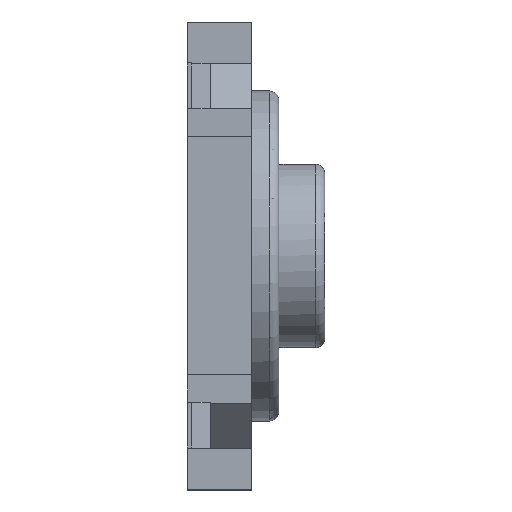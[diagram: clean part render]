
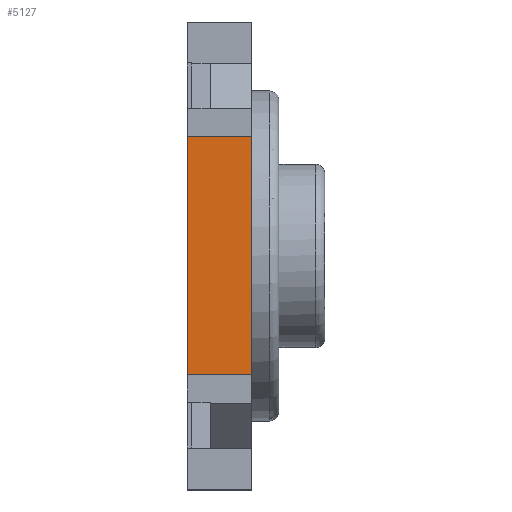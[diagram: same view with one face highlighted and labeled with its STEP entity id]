
A CAD part, top view. The second image highlights one B-rep face of the part: STEP entity #5127.
In plain terms, the highlighted planar face has unit normal (0, 0, 1).
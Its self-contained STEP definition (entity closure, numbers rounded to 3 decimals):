
#2981 = VERTEX_POINT('',#2982);
#2982 = CARTESIAN_POINT('',(0.,-1.3,2.55));
#2991 = PLANE('',#2992);
#2992 = AXIS2_PLACEMENT_3D('',#2993,#2994,#2995);
#2993 = CARTESIAN_POINT('',(0.7,-1.3,2.1));
#2994 = DIRECTION('',(0.,1.,0.));
#2995 = DIRECTION('',(1.,0.,0.));
#3003 = PLANE('',#3004);
#3004 = AXIS2_PLACEMENT_3D('',#3005,#3006,#3007);
#3005 = CARTESIAN_POINT('',(0.,0.,0.));
#3006 = DIRECTION('',(1.,0.,0.));
#3007 = DIRECTION('',(-0.,1.,0.));
#3044 = VERTEX_POINT('',#3045);
#3045 = CARTESIAN_POINT('',(0.7,-1.3,2.55));
#3059 = PLANE('',#3060);
#3060 = AXIS2_PLACEMENT_3D('',#3061,#3062,#3063);
#3061 = CARTESIAN_POINT('',(0.7,0.,0.));
#3062 = DIRECTION('',(1.,0.,0.));
#3063 = DIRECTION('',(-0.,1.,0.));
#3071 = EDGE_CURVE('',#2981,#3044,#3072,.T.);
#3072 = SURFACE_CURVE('',#3073,(#3077,#3084),.PCURVE_S1.);
#3073 = LINE('',#3074,#3075);
#3074 = CARTESIAN_POINT('',(0.,-1.3,2.55));
#3075 = VECTOR('',#3076,1.);
#3076 = DIRECTION('',(1.,0.,0.));
#3077 = PCURVE('',#2991,#3078);
#3078 = DEFINITIONAL_REPRESENTATION('',(#3079),#3083);
#3079 = LINE('',#3080,#3081);
#3080 = CARTESIAN_POINT('',(-0.7,-0.45));
#3081 = VECTOR('',#3082,1.);
#3082 = DIRECTION('',(1.,0.));
#3083 = ( GEOMETRIC_REPRESENTATION_CONTEXT(2) 
PARAMETRIC_REPRESENTATION_CONTEXT() REPRESENTATION_CONTEXT('2D SPACE',''
  ) );
#3084 = PCURVE('',#3085,#3090);
#3085 = PLANE('',#3086);
#3086 = AXIS2_PLACEMENT_3D('',#3087,#3088,#3089);
#3087 = CARTESIAN_POINT('',(0.,2.55,2.55));
#3088 = DIRECTION('',(0.,0.,1.));
#3089 = DIRECTION('',(1.,0.,-0.));
#3090 = DEFINITIONAL_REPRESENTATION('',(#3091),#3095);
#3091 = LINE('',#3092,#3093);
#3092 = CARTESIAN_POINT('',(0.,-3.85));
#3093 = VECTOR('',#3094,1.);
#3094 = DIRECTION('',(1.,0.));
#3095 = ( GEOMETRIC_REPRESENTATION_CONTEXT(2) 
PARAMETRIC_REPRESENTATION_CONTEXT() REPRESENTATION_CONTEXT('2D SPACE',''
  ) );
#3761 = PLANE('',#3762);
#3762 = AXIS2_PLACEMENT_3D('',#3763,#3764,#3765);
#3763 = CARTESIAN_POINT('',(0.7,1.3,2.55));
#3764 = DIRECTION('',(0.,-1.,0.));
#3765 = DIRECTION('',(0.,0.,-1.));
#5127 = ADVANCED_FACE('',(#5128),#3085,.T.);
#5128 = FACE_BOUND('',#5129,.T.);
#5129 = EDGE_LOOP('',(#5130,#5153,#5154,#5177));
#5130 = ORIENTED_EDGE('',*,*,#5131,.T.);
#5131 = EDGE_CURVE('',#5132,#2981,#5134,.T.);
#5132 = VERTEX_POINT('',#5133);
#5133 = CARTESIAN_POINT('',(0.,1.3,2.55));
#5134 = SURFACE_CURVE('',#5135,(#5139,#5146),.PCURVE_S1.);
#5135 = LINE('',#5136,#5137);
#5136 = CARTESIAN_POINT('',(0.,1.3,2.55));
#5137 = VECTOR('',#5138,1.);
#5138 = DIRECTION('',(0.,-1.,0.));
#5139 = PCURVE('',#3085,#5140);
#5140 = DEFINITIONAL_REPRESENTATION('',(#5141),#5145);
#5141 = LINE('',#5142,#5143);
#5142 = CARTESIAN_POINT('',(0.,-1.25));
#5143 = VECTOR('',#5144,1.);
#5144 = DIRECTION('',(0.,-1.));
#5145 = ( GEOMETRIC_REPRESENTATION_CONTEXT(2) 
PARAMETRIC_REPRESENTATION_CONTEXT() REPRESENTATION_CONTEXT('2D SPACE',''
  ) );
#5146 = PCURVE('',#3003,#5147);
#5147 = DEFINITIONAL_REPRESENTATION('',(#5148),#5152);
#5148 = LINE('',#5149,#5150);
#5149 = CARTESIAN_POINT('',(1.3,2.55));
#5150 = VECTOR('',#5151,1.);
#5151 = DIRECTION('',(-1.,0.));
#5152 = ( GEOMETRIC_REPRESENTATION_CONTEXT(2) 
PARAMETRIC_REPRESENTATION_CONTEXT() REPRESENTATION_CONTEXT('2D SPACE',''
  ) );
#5153 = ORIENTED_EDGE('',*,*,#3071,.T.);
#5154 = ORIENTED_EDGE('',*,*,#5155,.F.);
#5155 = EDGE_CURVE('',#5156,#3044,#5158,.T.);
#5156 = VERTEX_POINT('',#5157);
#5157 = CARTESIAN_POINT('',(0.7,1.3,2.55));
#5158 = SURFACE_CURVE('',#5159,(#5163,#5170),.PCURVE_S1.);
#5159 = LINE('',#5160,#5161);
#5160 = CARTESIAN_POINT('',(0.7,1.3,2.55));
#5161 = VECTOR('',#5162,1.);
#5162 = DIRECTION('',(0.,-1.,0.));
#5163 = PCURVE('',#3085,#5164);
#5164 = DEFINITIONAL_REPRESENTATION('',(#5165),#5169);
#5165 = LINE('',#5166,#5167);
#5166 = CARTESIAN_POINT('',(0.7,-1.25));
#5167 = VECTOR('',#5168,1.);
#5168 = DIRECTION('',(0.,-1.));
#5169 = ( GEOMETRIC_REPRESENTATION_CONTEXT(2) 
PARAMETRIC_REPRESENTATION_CONTEXT() REPRESENTATION_CONTEXT('2D SPACE',''
  ) );
#5170 = PCURVE('',#3059,#5171);
#5171 = DEFINITIONAL_REPRESENTATION('',(#5172),#5176);
#5172 = LINE('',#5173,#5174);
#5173 = CARTESIAN_POINT('',(1.3,2.55));
#5174 = VECTOR('',#5175,1.);
#5175 = DIRECTION('',(-1.,0.));
#5176 = ( GEOMETRIC_REPRESENTATION_CONTEXT(2) 
PARAMETRIC_REPRESENTATION_CONTEXT() REPRESENTATION_CONTEXT('2D SPACE',''
  ) );
#5177 = ORIENTED_EDGE('',*,*,#5178,.F.);
#5178 = EDGE_CURVE('',#5132,#5156,#5179,.T.);
#5179 = SURFACE_CURVE('',#5180,(#5184,#5191),.PCURVE_S1.);
#5180 = LINE('',#5181,#5182);
#5181 = CARTESIAN_POINT('',(0.,1.3,2.55));
#5182 = VECTOR('',#5183,1.);
#5183 = DIRECTION('',(1.,0.,0.));
#5184 = PCURVE('',#3085,#5185);
#5185 = DEFINITIONAL_REPRESENTATION('',(#5186),#5190);
#5186 = LINE('',#5187,#5188);
#5187 = CARTESIAN_POINT('',(0.,-1.25));
#5188 = VECTOR('',#5189,1.);
#5189 = DIRECTION('',(1.,0.));
#5190 = ( GEOMETRIC_REPRESENTATION_CONTEXT(2) 
PARAMETRIC_REPRESENTATION_CONTEXT() REPRESENTATION_CONTEXT('2D SPACE',''
  ) );
#5191 = PCURVE('',#3761,#5192);
#5192 = DEFINITIONAL_REPRESENTATION('',(#5193),#5197);
#5193 = LINE('',#5194,#5195);
#5194 = CARTESIAN_POINT('',(0.,-0.7));
#5195 = VECTOR('',#5196,1.);
#5196 = DIRECTION('',(0.,1.));
#5197 = ( GEOMETRIC_REPRESENTATION_CONTEXT(2) 
PARAMETRIC_REPRESENTATION_CONTEXT() REPRESENTATION_CONTEXT('2D SPACE',''
  ) );
